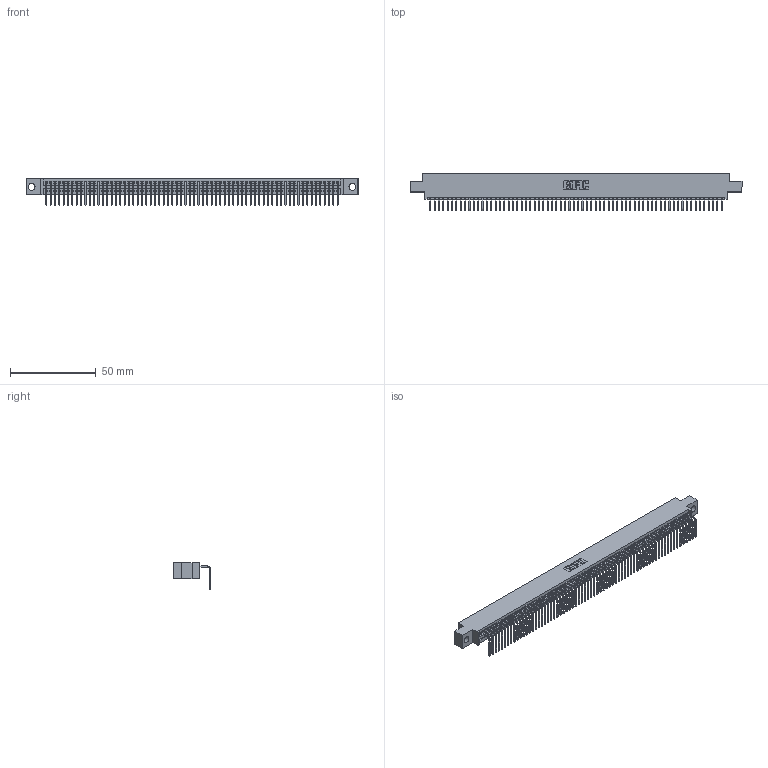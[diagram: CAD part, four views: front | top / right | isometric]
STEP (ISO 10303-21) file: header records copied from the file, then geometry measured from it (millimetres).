
FILE_DESCRIPTION (( 'STEP AP203' ), '1' );
FILE_NAME ('395-068-558-604.STEP', '2021-06-11T20:07:31', ( '' ), ( '' ), 'SwSTEP 2.0', 'SolidWorks 2020', '' );
FILE_SCHEMA (( 'CONFIG_CONTROL_DESIGN' ));
Length unit declared in the file: inch
Products named in the file (3): 345 Part_0.170 Offset - 0.156 Dia-TI; 395-068-558-604; 345-292-001_558 Tail - 2
Assembly tree (69 placements, depth 2):
  395-068-558-604
    345 Part_0.170 Offset - 0.156 Dia-TI
    345-292-001_558 Tail - 2  x68
Bounding box: 193.93 x 21.83 x 15.37 mm (x, y, z)
Volume: 18639.8 mm3; surface area: 26424.3 mm2
Topology: 69 solids, 69 shells, 4224 faces, 12765 edges, 8418 vertices
Faces by surface type: plane 2954, cylinder 1270
Entity records: 48313 total; most frequent: CARTESIAN_POINT 8378, ORIENTED_EDGE 8378, DIRECTION 7277, EDGE_CURVE 4189, LINE 3785, VECTOR 3785, VERTEX_POINT 2790, AXIS2_PLACEMENT_3D 1746
